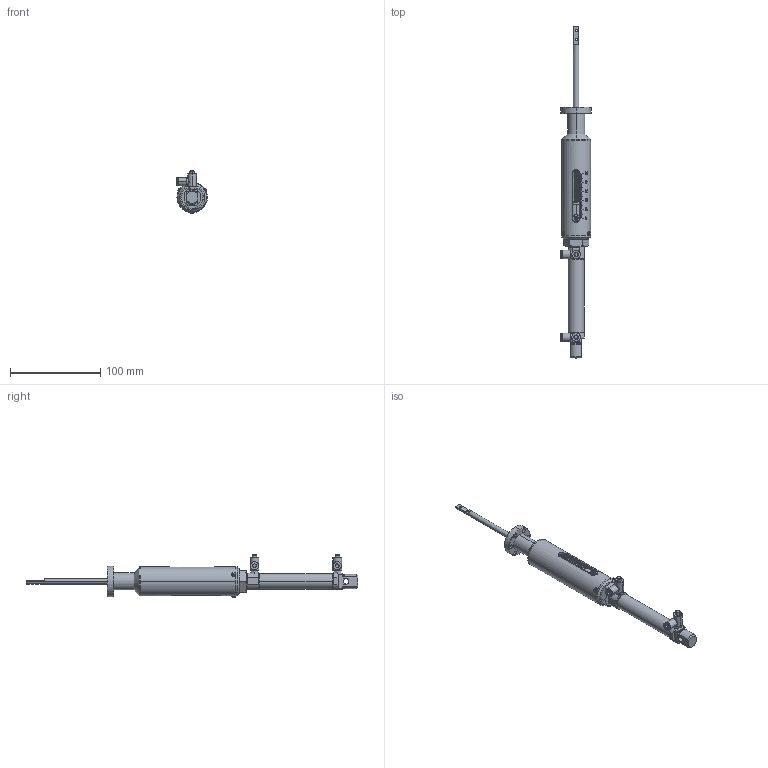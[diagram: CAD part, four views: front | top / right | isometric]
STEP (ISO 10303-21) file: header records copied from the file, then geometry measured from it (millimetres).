
FILE_DESCRIPTION (( 'STEP AP214' ), '1' );
FILE_NAME ('612-LD50-PM-C16_04.STEP', '2025-03-21T09:34:12', ( '' ), ( '' ), 'SwSTEP 2.0', 'SolidWorks 2022', '' );
FILE_SCHEMA (( 'AUTOMOTIVE_DESIGN' ));
Length unit declared in the file: millimetre
Products named in the file (21): 9612-CLD-17; 9612-CLD-20B_DN16 CF; 906-XFM-X-X_906-XFM-0608-10; Washer DIN 125 - A 2.2_Washer DIN 125 - A 2.2; 9612-CLD-8B; 612-PM-CYL16-X-STD_Varia50-standard; 9612-LD-22; 612-LD50-PM-C16_04; ISO 1207 - M2 x 5 --- 5C_ISO 1207 - M2 x 5 --- 5C; 9612-PM-CYL16-X-STD_Varia50; 9453-EWB-14-26_25-expand.; 9612-PM-ANS-M5-REGEL; 9612-LD-PM-1A; 9453-EWB-14-26_50-Expand; Hexagon Nut ISO 4032 - M6 - D - C_Hexagon Nut ISO 4032 - M6 - D - C; Hexagon Thin Nut ISO 4035 - M16 - N_Hexagon Thin Nut ISO 4035 - M16 - N; 9612-LD-4D-X_9612-LD-9-50; DIN 912 M2.5 x 8 --- 8N_DIN 912 M2.5 x 8 --- 8N; 9612-LD-13-X_Version 50 mm; 9612-CLD-21-X_Expand-Varia50; 9453-EWB-14-26-X_9453-EWB-14-26-50
Assembly tree (133 placements, depth 4):
  612-LD50-PM-C16_04
    9612-CLD-21-X_Expand-Varia50
      9612-CLD-20B_DN16 CF
      9453-EWB-14-26-X_9453-EWB-14-26-50
        9453-EWB-14-26_50-Expand  x2
        9453-EWB-14-26_25-expand.  x106
      9612-CLD-8B
    9612-LD-13-X_Version 50 mm
    9612-LD-4D-X_9612-LD-9-50
    9612-LD-22
    9612-LD-PM-1A
    906-XFM-X-X_906-XFM-0608-10
    612-PM-CYL16-X-STD_Varia50-standard
      9612-PM-CYL16-X-STD_Varia50
      Hexagon Thin Nut ISO 4035 - M16 - N_Hexagon Thin Nut ISO 4035 - M16 - N
      Hexagon Nut ISO 4032 - M6 - D - C_Hexagon Nut ISO 4032 - M6 - D - C
    9612-PM-ANS-M5-REGEL  x2
    Washer DIN 125 - A 2.2_Washer DIN 125 - A 2.2  x3
    ISO 1207 - M2 x 5 --- 5C_ISO 1207 - M2 x 5 --- 5C  x3
    9612-CLD-17  x2
    DIN 912 M2.5 x 8 --- 8N_DIN 912 M2.5 x 8 --- 8N  x2
Bounding box: 34.2 x 368.74 x 47.37 mm (x, y, z)
Volume: 97808.8 mm3; surface area: 144062.4 mm2
Topology: 131 solids, 131 shells, 2090 faces, 4909 edges, 2937 vertices
Faces by surface type: cylinder 794, plane 555, cone 523, bspline 192, torus 26
Entity records: 67977 total; most frequent: CARTESIAN_POINT 39412, ORIENTED_EDGE 5896, DIRECTION 5300, EDGE_CURVE 2948, AXIS2_PLACEMENT_3D 1998, VERTEX_POINT 1922, LINE 1304, VECTOR 1304
